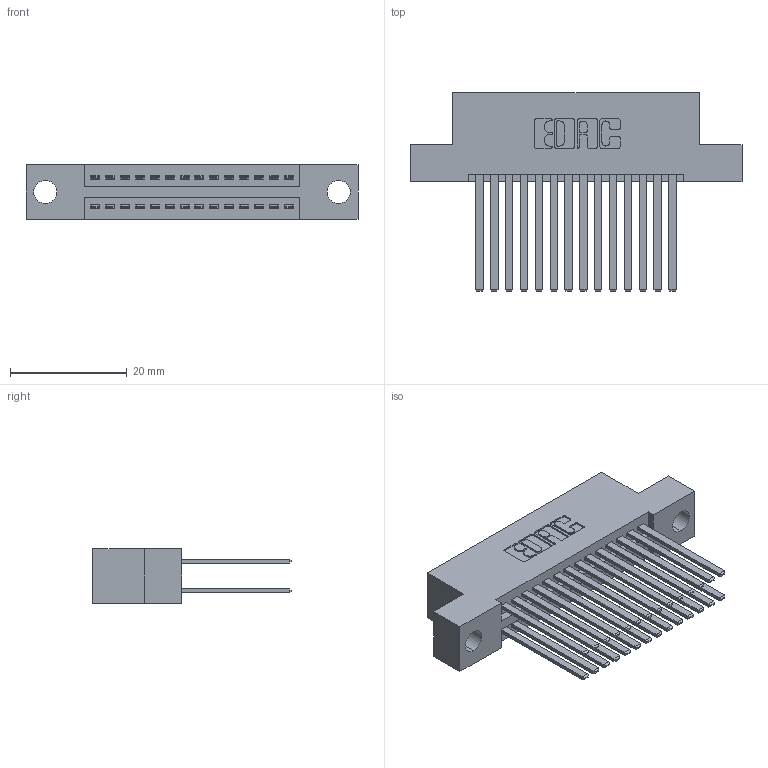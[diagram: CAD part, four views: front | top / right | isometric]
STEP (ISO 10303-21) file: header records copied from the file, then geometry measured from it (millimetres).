
FILE_DESCRIPTION (( 'STEP AP203' ), '1' );
FILE_NAME ('395-028-544-204.STEP', '2021-06-16T19:51:40', ( '' ), ( '' ), 'SwSTEP 2.0', 'SolidWorks 2020', '' );
FILE_SCHEMA (( 'CONFIG_CONTROL_DESIGN' ));
Length unit declared in the file: inch
Products named in the file (3): 345 Part_Flush Mounting Lugs - 0.156 Dia-TI; 345-292-001_345-293-144; 395-028-544-204
Assembly tree (29 placements, depth 2):
  395-028-544-204
    345 Part_Flush Mounting Lugs - 0.156 Dia-TI
    345-292-001_345-293-144  x28
Bounding box: 56.77 x 33.96 x 9.4 mm (x, y, z)
Volume: 5541.2 mm3; surface area: 8650.6 mm2
Topology: 29 solids, 29 shells, 1372 faces, 4045 edges, 2658 vertices
Faces by surface type: plane 906, cylinder 466
Entity records: 14989 total; most frequent: CARTESIAN_POINT 2542, ORIENTED_EDGE 2474, DIRECTION 2273, EDGE_CURVE 1237, LINE 1053, VECTOR 1053, VERTEX_POINT 822, AXIS2_PLACEMENT_3D 610
